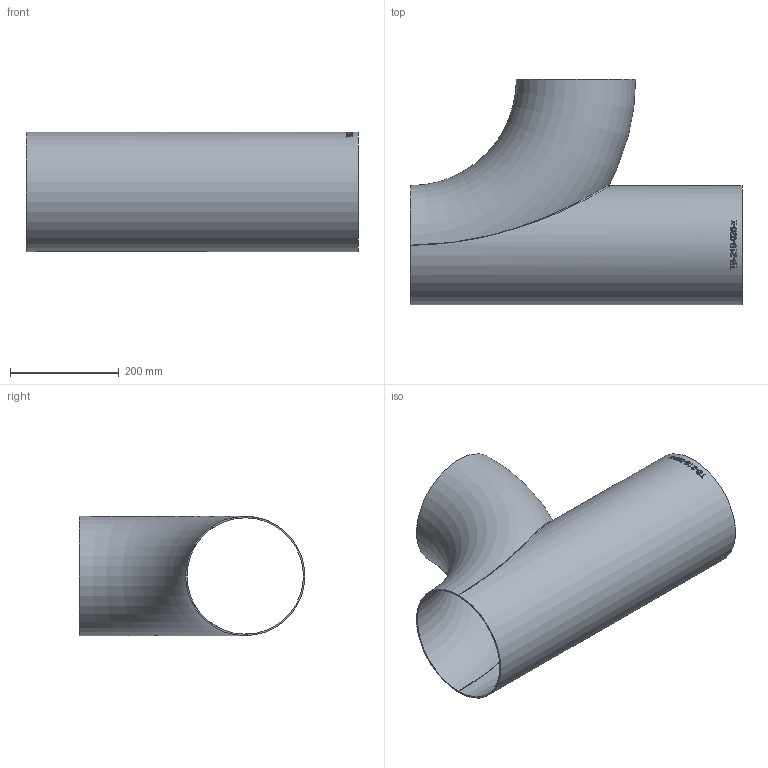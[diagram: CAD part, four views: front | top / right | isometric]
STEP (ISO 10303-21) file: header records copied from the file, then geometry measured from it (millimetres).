
FILE_DESCRIPTION (( 'STEP AP214' ), '1' );
FILE_NAME ('TB-219-026-x T-Bogen 2005.STEP', '2020-05-19T07:43:32', ( '' ), ( '' ), 'SwSTEP 2.0', 'SolidWorks 2019', '' );
FILE_SCHEMA (( 'AUTOMOTIVE_DESIGN' ));
Length unit declared in the file: millimetre
Products named in the file (1): TB-219-026-x T-Bogen 2005
Bounding box: 610 x 414.55 x 219.1 mm (x, y, z)
Volume: 1381879.9 mm3; surface area: 1077701.4 mm2
Topology: 1 solids, 1 shells, 155 faces, 411 edges, 269 vertices
Faces by surface type: bspline 86, plane 47, cylinder 20, torus 2
Full cylindrical faces by diameter (mm): 213.9 x1, 219.1 x1
Entity records: 28453 total; most frequent: CARTESIAN_POINT 23858, ORIENTED_EDGE 786, EDGE_CURVE 393, DIRECTION 327, B_SPLINE_CURVE_WITH_KNOTS 264, VERTEX_POINT 262, EDGE_LOOP 177, FACE_OUTER_BOUND 157
